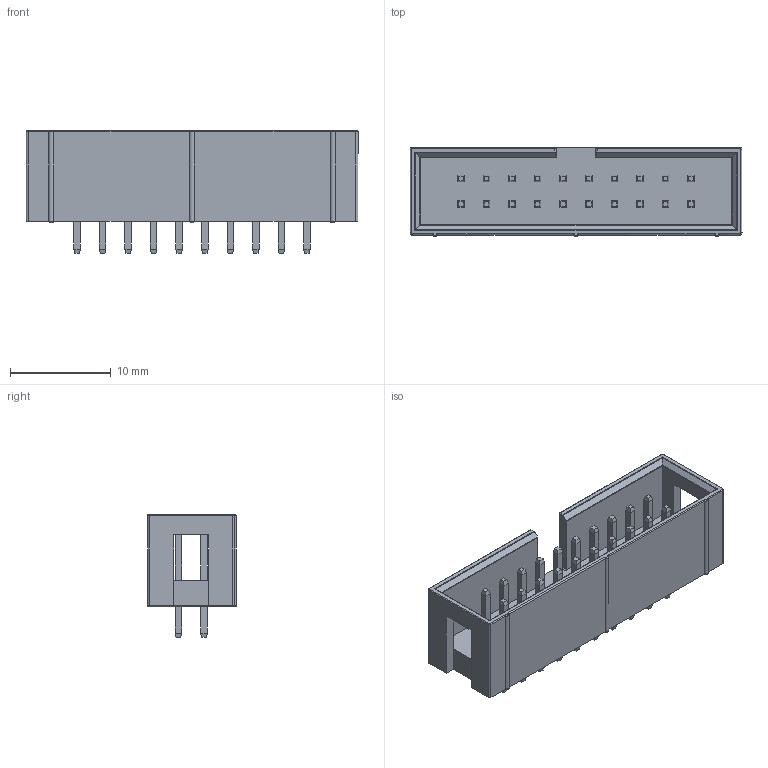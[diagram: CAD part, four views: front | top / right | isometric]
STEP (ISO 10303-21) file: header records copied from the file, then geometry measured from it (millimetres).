
FILE_DESCRIPTION (( 'STEP AP214' ), '1' );
FILE_NAME ('IDC2.54-20P.STEP', '2018-02-01T02:32:38', ( 'Microsoft' ), ( 'Microsoft' ), 'SwSTEP 2.0', 'SolidWorks 2016', '' );
FILE_SCHEMA (( 'AUTOMOTIVE_DESIGN' ));
Length unit declared in the file: millimetre
Products named in the file (4): 807888416; IDC2.54-20P; LOGOԲ_10
Assembly tree (3 placements, depth 3):
  IDC2.54-20P
    807888416
      LOGOԲ_10
      IDC2.54-20P
Bounding box: 33.02 x 8.85 x 12.17 mm (x, y, z)
Volume: 1222.8 mm3; surface area: 2150.3 mm2
Topology: 4 solids, 18 shells, 549 faces, 1242 edges, 752 vertices
Faces by surface type: plane 459, cylinder 48, bspline 42
Entity records: 21730 total; most frequent: CARTESIAN_POINT 3608, ORIENTED_EDGE 2456, DIRECTION 2235, EDGE_CURVE 1230, LINE 1073, VECTOR 1073, VERTEX_POINT 752, EDGE_LOOP 602
